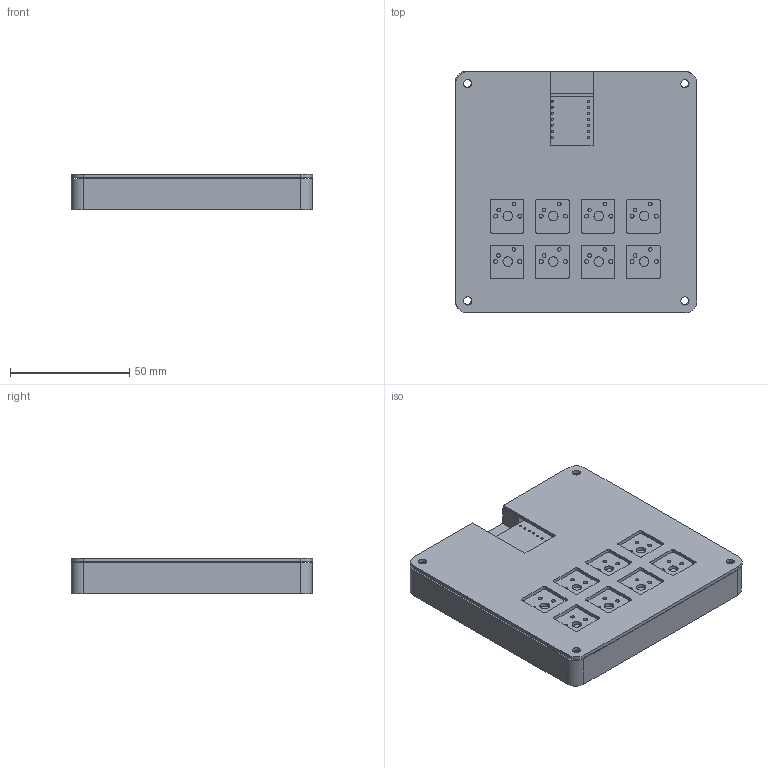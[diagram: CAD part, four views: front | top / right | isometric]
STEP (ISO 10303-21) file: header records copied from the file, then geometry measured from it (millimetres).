
FILE_DESCRIPTION(/* description */ (''),/* implementation_level */ '2;1');
FILE_NAME(/* name */ '2b33980b-0e2e-48f4-ae01-6d246eee0e18.step',/* time_stamp */ '2025-12-19T01:35:25Z',/* author */ (''),/* organization */ (''),/* preprocessor_version */ 'ST-DEVELOPER v20.1',/* originating_system */ 'Autodesk Translation Framework v14.21.0.0',/* authorisation */ '');
FILE_SCHEMA (('AUTOMOTIVE_DESIGN { 1 0 10303 214 3 1 1 }'));
Length unit declared in the file: millimetre
Products named in the file (6): 2025-12-19-01-28-38-733; Finished.step; Component1; Finished_Top.step; Minikeyboard.step; Minikeyboard_PCB
Assembly tree (5 placements, depth 3):
  2025-12-19-01-28-38-733
    Finished.step
      Component1
    Finished_Top.step
    Minikeyboard.step
      Minikeyboard_PCB
Bounding box: 101.27 x 101.3 x 15 mm (x, y, z)
Volume: 84748.6 mm3; surface area: 60449.3 mm2
Topology: 3 solids, 3 shells, 486 faces, 1365 edges, 910 vertices
Faces by surface type: plane 192, bspline 188, cylinder 106
Full cylindrical faces by diameter (mm): 0.889 x14, 1.5 x16, 1.7 x16, 3.4 x8, 4 x8, 6 x4
Entity records: 17872 total; most frequent: CARTESIAN_POINT 5968, ORIENTED_EDGE 2730, DIRECTION 1819, EDGE_CURVE 1365, VERTEX_POINT 910, LINE 777, VECTOR 777, EDGE_LOOP 651
